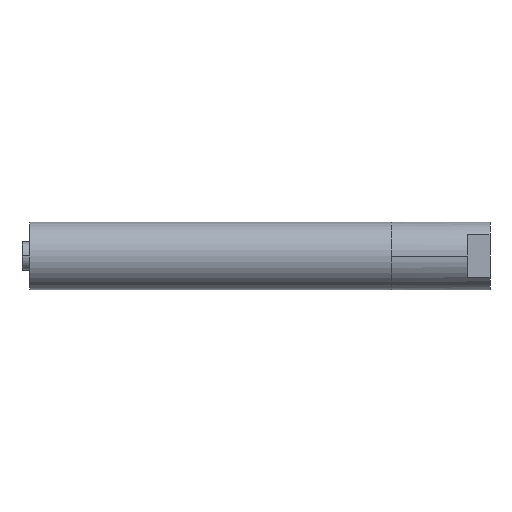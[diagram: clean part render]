
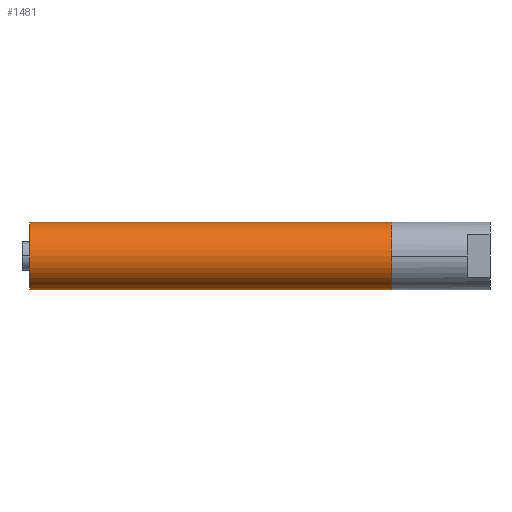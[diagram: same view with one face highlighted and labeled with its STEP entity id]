
A CAD part, left-side view. The second image highlights one B-rep face of the part: STEP entity #1481.
In plain terms, the highlighted cylindrical face has radius 4.5 mm (diameter 9 mm), a partial arc.
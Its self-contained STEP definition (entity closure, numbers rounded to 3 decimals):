
#225 = CIRCLE ( 'NONE', #375, 4.5 ) ;
#253 = AXIS2_PLACEMENT_3D ( 'NONE', #1196, #1201, #1204 ) ;
#375 = AXIS2_PLACEMENT_3D ( 'NONE', #1885, #1882, #1879 ) ;
#537 = DIRECTION ( 'NONE',  ( 0., -1., 0. ) ) ;
#542 = CARTESIAN_POINT ( 'NONE',  ( 0., 13., 4.5 ) ) ;
#799 = EDGE_LOOP ( 'NONE', ( #2147, #1349, #1351, #1367 ) ) ;
#806 = DIRECTION ( 'NONE',  ( 0., 0., -1. ) ) ;
#807 = DIRECTION ( 'NONE',  ( 0., -1., 0. ) ) ;
#808 = CARTESIAN_POINT ( 'NONE',  ( 0., 13., 0. ) ) ;
#812 = CARTESIAN_POINT ( 'NONE',  ( 0., 13., 4.5 ) ) ;
#844 = CIRCLE ( 'NONE', #2125, 4.5 ) ;
#904 = EDGE_CURVE ( 'NONE', #1088, #1264, #225, .T. ) ;
#988 = LINE ( 'NONE', #542, #1395 ) ;
#1088 = VERTEX_POINT ( 'NONE', #1696 ) ;
#1196 = CARTESIAN_POINT ( 'NONE',  ( 0., 13., 0. ) ) ;
#1199 = CARTESIAN_POINT ( 'NONE',  ( 0., 13., -4.5 ) ) ;
#1201 = DIRECTION ( 'NONE',  ( 0., -1., 0. ) ) ;
#1204 = DIRECTION ( 'NONE',  ( 0., 0., -1. ) ) ;
#1239 = DIRECTION ( 'NONE',  ( 0., -1., 0. ) ) ;
#1241 = CARTESIAN_POINT ( 'NONE',  ( 0., 13., -4.5 ) ) ;
#1264 = VERTEX_POINT ( 'NONE', #1473 ) ;
#1291 = LINE ( 'NONE', #1241, #1495 ) ;
#1349 = ORIENTED_EDGE ( 'NONE', *, *, #904, .T. ) ;
#1351 = ORIENTED_EDGE ( 'NONE', *, *, #1444, .T. ) ;
#1367 = ORIENTED_EDGE ( 'NONE', *, *, #1707, .F. ) ;
#1395 = VECTOR ( 'NONE', #537, 1000. ) ;
#1444 = EDGE_CURVE ( 'NONE', #1264, #1539, #1291, .T. ) ;
#1473 = CARTESIAN_POINT ( 'NONE',  ( 0., 61., -4.5 ) ) ;
#1479 = FACE_OUTER_BOUND ( 'NONE', #799, .T. ) ;
#1481 = ADVANCED_FACE ( 'NONE', ( #1479 ), #1726, .T. ) ;
#1495 = VECTOR ( 'NONE', #1239, 1000. ) ;
#1539 = VERTEX_POINT ( 'NONE', #1199 ) ;
#1696 = CARTESIAN_POINT ( 'NONE',  ( 0., 61., 4.5 ) ) ;
#1707 = EDGE_CURVE ( 'NONE', #1712, #1539, #844, .T. ) ;
#1712 = VERTEX_POINT ( 'NONE', #812 ) ;
#1726 = CYLINDRICAL_SURFACE ( 'NONE', #253, 4.5 ) ;
#1878 = EDGE_CURVE ( 'NONE', #1088, #1712, #988, .T. ) ;
#1879 = DIRECTION ( 'NONE',  ( 0., 0., -1. ) ) ;
#1882 = DIRECTION ( 'NONE',  ( 0., -1., 0. ) ) ;
#1885 = CARTESIAN_POINT ( 'NONE',  ( 0., 61., 0. ) ) ;
#2125 = AXIS2_PLACEMENT_3D ( 'NONE', #808, #807, #806 ) ;
#2147 = ORIENTED_EDGE ( 'NONE', *, *, #1878, .F. ) ;
